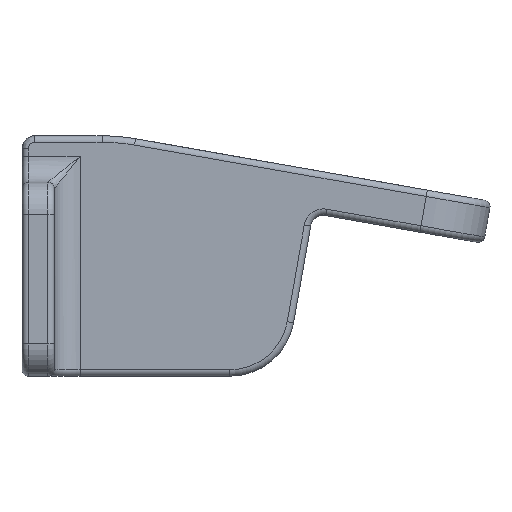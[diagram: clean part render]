
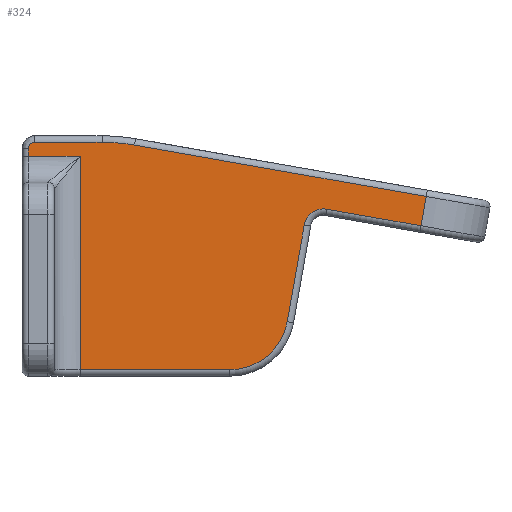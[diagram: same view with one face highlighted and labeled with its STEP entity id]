
A CAD part, front view. The second image highlights one B-rep face of the part: STEP entity #324.
In plain terms, the highlighted planar face has unit normal (0, -1, 0).
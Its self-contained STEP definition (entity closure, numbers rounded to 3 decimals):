
#160=FACE_OUTER_BOUND('',#1053,.T.);
#324=ADVANCED_FACE('\X2\96F64EF651E04F554F53\X0\',(#160),#482,.T.);
#482=PLANE('',#2773);
#595=LINE('',#4242,#744);
#596=LINE('',#4244,#745);
#597=LINE('',#4246,#746);
#598=LINE('',#4248,#747);
#599=LINE('',#4252,#748);
#600=LINE('',#4256,#749);
#601=LINE('',#4258,#750);
#602=LINE('',#4260,#751);
#603=LINE('',#4264,#752);
#744=VECTOR('',#3197,1.);
#745=VECTOR('',#3198,1.);
#746=VECTOR('',#3199,1.);
#747=VECTOR('',#3200,1.);
#748=VECTOR('',#3203,1.);
#749=VECTOR('',#3206,1.);
#750=VECTOR('',#3207,1.);
#751=VECTOR('',#3208,1.);
#752=VECTOR('',#3211,1.);
#884=CIRCLE('',#2769,1.);
#885=CIRCLE('',#2770,9.);
#886=CIRCLE('',#2771,3.);
#887=CIRCLE('',#2772,29.);
#1053=EDGE_LOOP('',(#1377,#1378,#1379,#1380,#1381,#1382,#1383,#1384,#1385,
#1386,#1387,#1388,#1389));
#1377=ORIENTED_EDGE('',*,*,#2365,.T.);
#1378=ORIENTED_EDGE('',*,*,#2366,.T.);
#1379=ORIENTED_EDGE('',*,*,#2367,.T.);
#1380=ORIENTED_EDGE('',*,*,#2368,.T.);
#1381=ORIENTED_EDGE('',*,*,#2369,.T.);
#1382=ORIENTED_EDGE('',*,*,#2370,.T.);
#1383=ORIENTED_EDGE('',*,*,#2371,.T.);
#1384=ORIENTED_EDGE('',*,*,#2372,.T.);
#1385=ORIENTED_EDGE('',*,*,#2373,.T.);
#1386=ORIENTED_EDGE('',*,*,#2374,.T.);
#1387=ORIENTED_EDGE('',*,*,#2375,.T.);
#1388=ORIENTED_EDGE('',*,*,#2376,.T.);
#1389=ORIENTED_EDGE('',*,*,#2377,.T.);
#2117=VERTEX_POINT('',#4240);
#2118=VERTEX_POINT('',#4241);
#2119=VERTEX_POINT('',#4243);
#2120=VERTEX_POINT('',#4245);
#2121=VERTEX_POINT('',#4247);
#2122=VERTEX_POINT('',#4249);
#2123=VERTEX_POINT('',#4251);
#2124=VERTEX_POINT('',#4253);
#2125=VERTEX_POINT('',#4255);
#2126=VERTEX_POINT('',#4257);
#2127=VERTEX_POINT('',#4259);
#2128=VERTEX_POINT('',#4261);
#2129=VERTEX_POINT('',#4263);
#2365=EDGE_CURVE('',#2117,#2118,#884,.T.);
#2366=EDGE_CURVE('',#2118,#2119,#595,.T.);
#2367=EDGE_CURVE('',#2119,#2120,#596,.T.);
#2368=EDGE_CURVE('',#2120,#2121,#597,.T.);
#2369=EDGE_CURVE('',#2121,#2122,#598,.T.);
#2370=EDGE_CURVE('',#2122,#2123,#885,.T.);
#2371=EDGE_CURVE('',#2123,#2124,#599,.T.);
#2372=EDGE_CURVE('',#2124,#2125,#886,.T.);
#2373=EDGE_CURVE('',#2125,#2126,#600,.T.);
#2374=EDGE_CURVE('',#2126,#2127,#601,.T.);
#2375=EDGE_CURVE('',#2127,#2128,#602,.T.);
#2376=EDGE_CURVE('',#2128,#2129,#887,.T.);
#2377=EDGE_CURVE('',#2129,#2117,#603,.T.);
#2769=AXIS2_PLACEMENT_3D('',#4239,#3195,#3196);
#2770=AXIS2_PLACEMENT_3D('',#4250,#3201,#3202);
#2771=AXIS2_PLACEMENT_3D('',#4254,#3204,#3205);
#2772=AXIS2_PLACEMENT_3D('',#4262,#3209,#3210);
#2773=AXIS2_PLACEMENT_3D('',#4265,#3212,#3213);
#3195=DIRECTION('',(0.,-1.,0.));
#3196=DIRECTION('',(0.,0.,-1.));
#3197=DIRECTION('',(0.,0.,-1.));
#3198=DIRECTION('',(1.,0.,0.));
#3199=DIRECTION('',(0.,0.,-1.));
#3200=DIRECTION('',(1.,0.,0.));
#3201=DIRECTION('',(0.,-1.,0.));
#3202=DIRECTION('',(0.,0.,-1.));
#3203=DIRECTION('',(0.174,0.,0.985));
#3204=DIRECTION('',(0.,1.,0.));
#3205=DIRECTION('',(0.,0.,-1.));
#3206=DIRECTION('',(0.985,0.,-0.174));
#3207=DIRECTION('',(0.174,0.,0.985));
#3208=DIRECTION('',(-0.985,0.,0.174));
#3209=DIRECTION('',(0.,-1.,0.));
#3210=DIRECTION('',(0.,0.,-1.));
#3211=DIRECTION('',(-1.,0.,0.));
#3212=DIRECTION('',(0.,-1.,0.));
#3213=DIRECTION('',(0.,0.,1.));
#4239=CARTESIAN_POINT('',(17.,-15.,235.19));
#4240=CARTESIAN_POINT('',(17.,-15.,236.19));
#4241=CARTESIAN_POINT('',(16.,-15.,235.19));
#4242=CARTESIAN_POINT('',(16.,-15.,205.));
#4243=CARTESIAN_POINT('',(16.,-15.,234.));
#4244=CARTESIAN_POINT('',(20.,-15.,234.));
#4245=CARTESIAN_POINT('',(24.,-15.,234.));
#4246=CARTESIAN_POINT('',(24.,-15.,205.));
#4247=CARTESIAN_POINT('',(24.,-15.,201.));
#4248=CARTESIAN_POINT('',(20.,-15.,201.));
#4249=CARTESIAN_POINT('',(47.166,-15.,201.));
#4250=CARTESIAN_POINT('',(47.166,-15.,210.));
#4251=CARTESIAN_POINT('',(56.029,-15.,208.437));
#4252=CARTESIAN_POINT('',(54.355,-15.,198.942));
#4253=CARTESIAN_POINT('',(58.668,-15.,223.403));
#4254=CARTESIAN_POINT('',(61.622,-15.,222.882));
#4255=CARTESIAN_POINT('',(62.143,-15.,225.836));
#4256=CARTESIAN_POINT('',(76.728,-15.,223.265));
#4257=CARTESIAN_POINT('',(76.728,-15.,223.265));
#4258=CARTESIAN_POINT('',(71.894,-15.,195.85));
#4259=CARTESIAN_POINT('',(77.526,-15.,227.795));
#4260=CARTESIAN_POINT('',(25.633,-15.,236.945));
#4261=CARTESIAN_POINT('',(32.411,-15.,235.75));
#4262=CARTESIAN_POINT('',(27.375,-15.,207.19));
#4263=CARTESIAN_POINT('',(27.375,-15.,236.19));
#4264=CARTESIAN_POINT('',(17.,-15.,236.19));
#4265=CARTESIAN_POINT('',(20.,-15.,205.));
